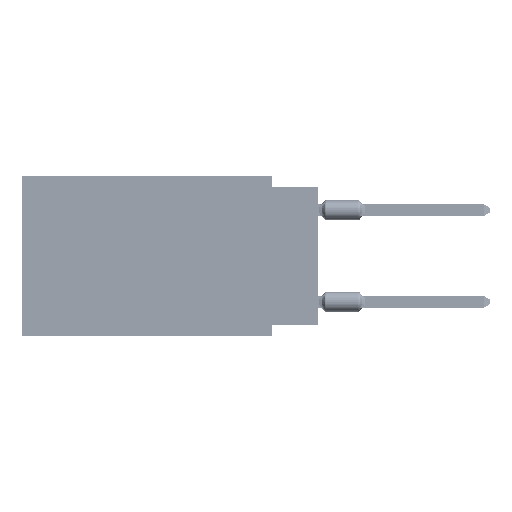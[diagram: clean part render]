
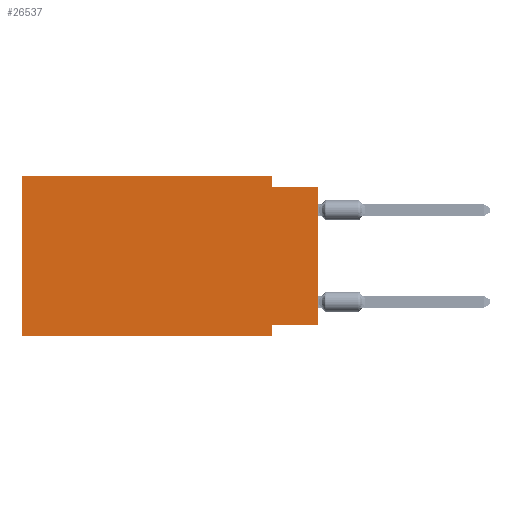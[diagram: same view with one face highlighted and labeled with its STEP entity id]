
A CAD part, left-side view. The second image highlights one B-rep face of the part: STEP entity #26537.
In plain terms, the highlighted planar face has unit normal (-1, 0, 0).
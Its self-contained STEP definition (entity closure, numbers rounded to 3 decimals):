
#777 = EDGE_LOOP ( 'NONE', ( #6414, #13605, #8528, #73069, #97151, #30758, #4030, #92245 ) ) ;
#2223 = LINE ( 'NONE', #100244, #56702 ) ;
#3117 = EDGE_CURVE ( 'NONE', #81480, #12836, #22129, .T. ) ;
#3840 = LINE ( 'NONE', #108805, #50452 ) ;
#3881 = EDGE_CURVE ( 'NONE', #71881, #95168, #48252, .T. ) ;
#4030 = ORIENTED_EDGE ( 'NONE', *, *, #87008, .F. ) ;
#4423 = CARTESIAN_POINT ( 'NONE',  ( 0., 16.383, 0. ) ) ;
#5848 = VECTOR ( 'NONE', #86822, 1000. ) ;
#6414 = ORIENTED_EDGE ( 'NONE', *, *, #100887, .T. ) ;
#7972 = CARTESIAN_POINT ( 'NONE',  ( 0., 2.54, 0. ) ) ;
#8329 = CARTESIAN_POINT ( 'NONE',  ( 0., 16.383, -8.89 ) ) ;
#8528 = ORIENTED_EDGE ( 'NONE', *, *, #25291, .F. ) ;
#10902 = CARTESIAN_POINT ( 'NONE',  ( 0., 16.383, 0. ) ) ;
#12836 = VERTEX_POINT ( 'NONE', #86346 ) ;
#13605 = ORIENTED_EDGE ( 'NONE', *, *, #69900, .F. ) ;
#19557 = DIRECTION ( 'NONE',  ( 0., 0., -1. ) ) ;
#21240 = DIRECTION ( 'NONE',  ( 0., 0., -1. ) ) ;
#22129 = LINE ( 'NONE', #56191, #100445 ) ;
#25291 = EDGE_CURVE ( 'NONE', #96417, #59350, #2223, .T. ) ;
#26537 = ADVANCED_FACE ( 'NONE', ( #29353 ), #31034, .F. ) ;
#29353 = FACE_OUTER_BOUND ( 'NONE', #777, .T. ) ;
#30758 = ORIENTED_EDGE ( 'NONE', *, *, #63722, .T. ) ;
#31034 = PLANE ( 'NONE',  #69839 ) ;
#34254 = VERTEX_POINT ( 'NONE', #105681 ) ;
#36164 = VECTOR ( 'NONE', #99597, 1000. ) ;
#45197 = DIRECTION ( 'NONE',  ( 0., -1., 0. ) ) ;
#47852 = CARTESIAN_POINT ( 'NONE',  ( 0., 16.383, 0. ) ) ;
#48252 = LINE ( 'NONE', #4423, #36164 ) ;
#48593 = CARTESIAN_POINT ( 'NONE',  ( 0., 0., 0. ) ) ;
#50452 = VECTOR ( 'NONE', #74218, 1000. ) ;
#52765 = VERTEX_POINT ( 'NONE', #98923 ) ;
#56191 = CARTESIAN_POINT ( 'NONE',  ( 0., 0., -8.255 ) ) ;
#56702 = VECTOR ( 'NONE', #21240, 1000. ) ;
#57802 = LINE ( 'NONE', #48593, #75148 ) ;
#59350 = VERTEX_POINT ( 'NONE', #83864 ) ;
#61940 = LINE ( 'NONE', #8329, #66222 ) ;
#63711 = DIRECTION ( 'NONE',  ( 0., 1., 0. ) ) ;
#63722 = EDGE_CURVE ( 'NONE', #71881, #52765, #61940, .T. ) ;
#65883 = DIRECTION ( 'NONE',  ( 0., 0., 1. ) ) ;
#66222 = VECTOR ( 'NONE', #45197, 1000. ) ;
#69839 = AXIS2_PLACEMENT_3D ( 'NONE', #10902, #99680, #19557 ) ;
#69900 = EDGE_CURVE ( 'NONE', #59350, #34254, #81604, .T. ) ;
#71881 = VERTEX_POINT ( 'NONE', #109989 ) ;
#73069 = ORIENTED_EDGE ( 'NONE', *, *, #111340, .F. ) ;
#74218 = DIRECTION ( 'NONE',  ( 0., -1., 0. ) ) ;
#75148 = VECTOR ( 'NONE', #65883, 1000. ) ;
#78194 = LINE ( 'NONE', #85690, #5848 ) ;
#81480 = VERTEX_POINT ( 'NONE', #87400 ) ;
#81604 = LINE ( 'NONE', #82146, #97938 ) ;
#82146 = CARTESIAN_POINT ( 'NONE',  ( 0., 0., -0.635 ) ) ;
#83864 = CARTESIAN_POINT ( 'NONE',  ( 0., 2.54, -0.635 ) ) ;
#85690 = CARTESIAN_POINT ( 'NONE',  ( 0., 2.54, -8.89 ) ) ;
#86346 = CARTESIAN_POINT ( 'NONE',  ( 0., 2.54, -8.255 ) ) ;
#86822 = DIRECTION ( 'NONE',  ( 0., 0., -1. ) ) ;
#87008 = EDGE_CURVE ( 'NONE', #12836, #52765, #78194, .T. ) ;
#87400 = CARTESIAN_POINT ( 'NONE',  ( 0., 0., -8.255 ) ) ;
#92245 = ORIENTED_EDGE ( 'NONE', *, *, #3117, .F. ) ;
#95168 = VERTEX_POINT ( 'NONE', #47852 ) ;
#96417 = VERTEX_POINT ( 'NONE', #7972 ) ;
#97151 = ORIENTED_EDGE ( 'NONE', *, *, #3881, .F. ) ;
#97938 = VECTOR ( 'NONE', #102748, 1000. ) ;
#98923 = CARTESIAN_POINT ( 'NONE',  ( 0., 2.54, -8.89 ) ) ;
#99597 = DIRECTION ( 'NONE',  ( 0., 0., 1. ) ) ;
#99680 = DIRECTION ( 'NONE',  ( 1., 0., 0. ) ) ;
#100244 = CARTESIAN_POINT ( 'NONE',  ( 0., 2.54, 0. ) ) ;
#100445 = VECTOR ( 'NONE', #63711, 1000. ) ;
#100887 = EDGE_CURVE ( 'NONE', #81480, #34254, #57802, .T. ) ;
#102748 = DIRECTION ( 'NONE',  ( 0., -1., 0. ) ) ;
#105681 = CARTESIAN_POINT ( 'NONE',  ( 0., 0., -0.635 ) ) ;
#108805 = CARTESIAN_POINT ( 'NONE',  ( 0., 16.383, 0. ) ) ;
#109989 = CARTESIAN_POINT ( 'NONE',  ( 0., 16.383, -8.89 ) ) ;
#111340 = EDGE_CURVE ( 'NONE', #95168, #96417, #3840, .T. ) ;
